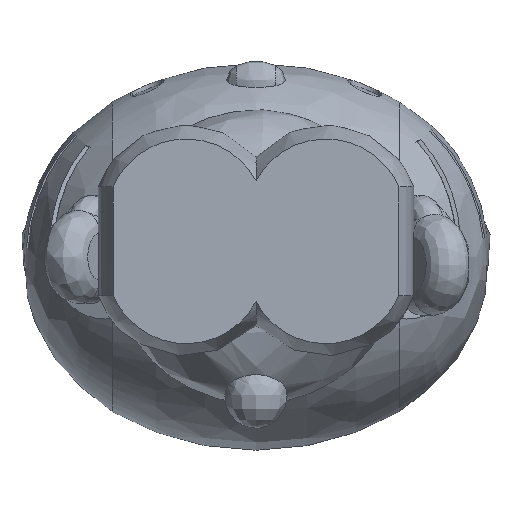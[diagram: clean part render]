
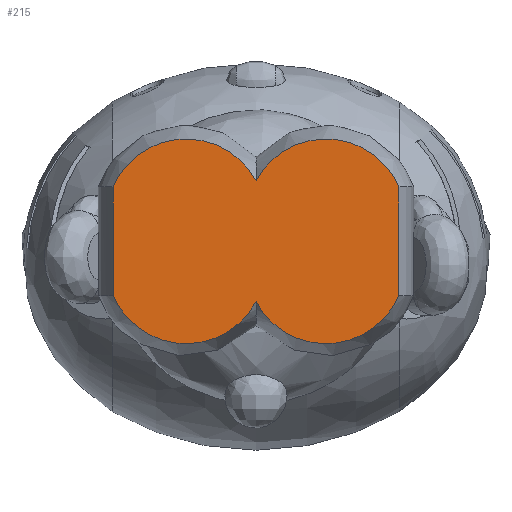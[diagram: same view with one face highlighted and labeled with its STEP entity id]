
A CAD part, front view. The second image highlights one B-rep face of the part: STEP entity #215.
In plain terms, the highlighted planar face has unit normal (0, -1, 0).
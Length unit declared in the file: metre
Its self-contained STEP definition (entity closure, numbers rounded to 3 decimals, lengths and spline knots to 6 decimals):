
#215 = ADVANCED_FACE( 'NONE', ( #520 ), #521, .T. );
#520 = FACE_OUTER_BOUND( '', #1407, .T. );
#521 = PLANE( '', #1408 );
#1407 = EDGE_LOOP( '', ( #2821, #2822, #2823, #2824, #2825, #2826 ) );
#1408 = AXIS2_PLACEMENT_3D( '', #2827, #2828, #2829 );
#2821 = ORIENTED_EDGE( '', *, *, #3583, .F. );
#2822 = ORIENTED_EDGE( '', *, *, #3520, .F. );
#2823 = ORIENTED_EDGE( '', *, *, #3693, .F. );
#2824 = ORIENTED_EDGE( '', *, *, #3694, .F. );
#2825 = ORIENTED_EDGE( '', *, *, #3695, .F. );
#2826 = ORIENTED_EDGE( '', *, *, #3696, .F. );
#2827 = CARTESIAN_POINT( '', ( 0.02, -0.066, 0.03 ) );
#2828 = DIRECTION( '', ( 0., -1., 0. ) );
#2829 = DIRECTION( '', ( 0., 0., -1. ) );
#3520 = EDGE_CURVE( 'NONE', #3944, #3946, #3947, .T. );
#3583 = EDGE_CURVE( 'NONE', #3946, #4059, #4060, .T. );
#3693 = EDGE_CURVE( 'NONE', #4237, #3944, #4238, .T. );
#3694 = EDGE_CURVE( 'NONE', #4239, #4237, #4240, .T. );
#3695 = EDGE_CURVE( 'NONE', #4241, #4239, #4242, .T. );
#3696 = EDGE_CURVE( 'NONE', #4059, #4241, #4243, .T. );
#3944 = VERTEX_POINT( 'NONE', #4606 );
#3946 = VERTEX_POINT( 'NONE', #4628 );
#3947 = CIRCLE( '', #4629, 0.010217 );
#4059 = VERTEX_POINT( 'NONE', #5249 );
#4060 = LINE( '', #5250, #5251 );
#4237 = VERTEX_POINT( 'NONE', #5987 );
#4238 = CIRCLE( '', #5988, 0.010217 );
#4239 = VERTEX_POINT( 'NONE', #5989 );
#4240 = LINE( '', #5990, #5991 );
#4241 = VERTEX_POINT( 'NONE', #5992 );
#4242 = CIRCLE( '', #5993, 0.010217 );
#4243 = CIRCLE( '', #5994, 0.010217 );
#4606 = CARTESIAN_POINT( '', ( 0., -0.066, -0.00578 ) );
#4628 = CARTESIAN_POINT( '', ( -0.018377, -0.066, -0.005 ) );
#4629 = AXIS2_PLACEMENT_3D( '', #7844, #7845, #7846 );
#5249 = CARTESIAN_POINT( '', ( -0.018377, -0.066, 0.009 ) );
#5250 = CARTESIAN_POINT( '', ( -0.018377, -0.066, 0.016944 ) );
#5251 = VECTOR( '', #7875, 1. );
#5987 = CARTESIAN_POINT( '', ( 0.018377, -0.066, -0.005 ) );
#5988 = AXIS2_PLACEMENT_3D( '', #7979, #7980, #7981 );
#5989 = CARTESIAN_POINT( '', ( 0.018377, -0.066, 0.009 ) );
#5990 = CARTESIAN_POINT( '', ( 0.018377, -0.066, 0.016944 ) );
#5991 = VECTOR( '', #7982, 1. );
#5992 = CARTESIAN_POINT( '', ( 0., -0.066, 0.00978 ) );
#5993 = AXIS2_PLACEMENT_3D( '', #7983, #7984, #7985 );
#5994 = AXIS2_PLACEMENT_3D( '', #7986, #7987, #7988 );
#7844 = CARTESIAN_POINT( '', ( -0.009, -0.066, -0.000944 ) );
#7845 = DIRECTION( '', ( 0., 1., 0. ) );
#7846 = DIRECTION( '', ( 0., 0., -1. ) );
#7875 = DIRECTION( '', ( 0., 0., 1. ) );
#7979 = CARTESIAN_POINT( '', ( 0.009, -0.066, -0.000944 ) );
#7980 = DIRECTION( '', ( 0., 1., 0. ) );
#7981 = DIRECTION( '', ( 0., 0., -1. ) );
#7982 = DIRECTION( '', ( 0., 0., -1. ) );
#7983 = CARTESIAN_POINT( '', ( 0.009, -0.066, 0.004944 ) );
#7984 = DIRECTION( '', ( 0., 1., 0. ) );
#7985 = DIRECTION( '', ( 0., 0., 1. ) );
#7986 = CARTESIAN_POINT( '', ( -0.009, -0.066, 0.004944 ) );
#7987 = DIRECTION( '', ( 0., 1., 0. ) );
#7988 = DIRECTION( '', ( 0., 0., 1. ) );
